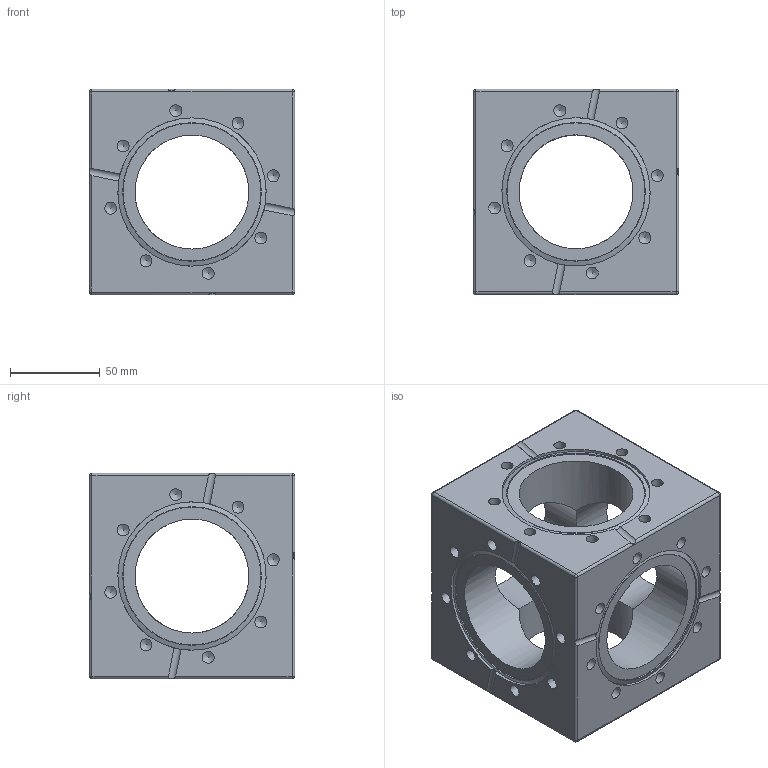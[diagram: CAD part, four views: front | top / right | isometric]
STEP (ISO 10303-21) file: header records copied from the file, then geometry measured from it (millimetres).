
FILE_DESCRIPTION((''),'2;1');
FILE_NAME('CUBE63.stp','2009-04-30T15:57:12',('hasers'),(''),'Autodesk Inventor 2008','Autodesk Inventor 2008','');
FILE_SCHEMA(('AUTOMOTIVE_DESIGN { 1 0 10303 214 1 1 1 1 }'));
Length unit declared in the file: millimetre
Products named in the file (1): CUBE63
Bounding box: 114.4 x 114.4 x 114.4 mm (x, y, z)
Volume: 734673.1 mm3; surface area: 107199.1 mm2
Topology: 1 solids, 1 shells, 170 faces, 488 edges, 308 vertices
Faces by surface type: bspline 96, cylinder 36, plane 18, cone 12, sphere 8
Full cylindrical faces by diameter (mm): 63.5 x6, 82.6 x6
Entity records: 5898 total; most frequent: CARTESIAN_POINT 2975, DIRECTION 546, ORIENTED_EDGE 504, EDGE_LOOP 296, EDGE_CURVE 252, AXIS2_PLACEMENT_3D 243, VERTEX_POINT 200, FACE_OUTER_BOUND 170
